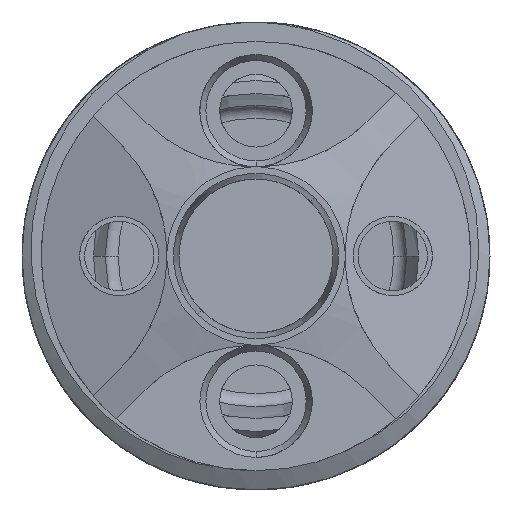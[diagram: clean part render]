
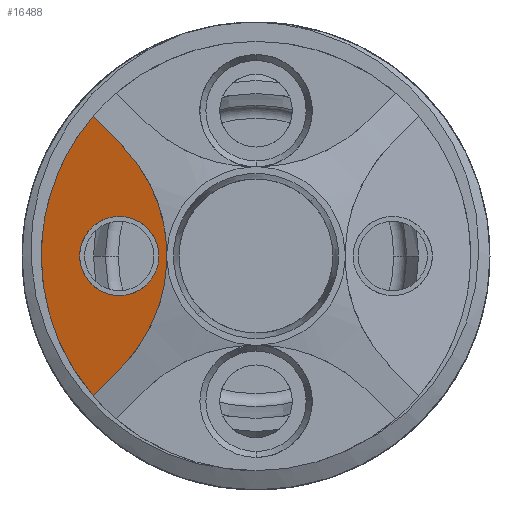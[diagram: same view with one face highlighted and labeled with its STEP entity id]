
A CAD part, front view. The second image highlights one B-rep face of the part: STEP entity #16488.
In plain terms, the highlighted planar face has unit normal (-0.294, -0.956, 0).
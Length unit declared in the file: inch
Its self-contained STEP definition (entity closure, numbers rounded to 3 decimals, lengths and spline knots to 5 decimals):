
#6464=DIRECTION('',(0.691,-0.213,0.691));
#6465=VECTOR('',#6464,0.06042);
#6466=CARTESIAN_POINT('',(-0.19228,-0.06406,
-0.21145));
#6467=LINE('',#6466,#6465);
#6468=CARTESIAN_POINT('',(-0.19228,-0.06406,
-0.21145));
#6469=CARTESIAN_POINT('',(-0.20738,-0.05941,
-0.19383));
#6470=CARTESIAN_POINT('',(-0.23126,-0.05207,
-0.15859));
#6471=CARTESIAN_POINT('',(-0.26218,-0.04255,
-0.0881));
#6472=CARTESIAN_POINT('',(-0.276,-0.0383,0.));
#6473=CARTESIAN_POINT('',(-0.26218,-0.04255,
0.0881));
#6474=CARTESIAN_POINT('',(-0.23126,-0.05207,
0.15859));
#6475=CARTESIAN_POINT('',(-0.20738,-0.05941,
0.19383));
#6476=CARTESIAN_POINT('',(-0.19228,-0.06406,
0.21145));
#6478=DIRECTION('',(-0.691,0.213,0.691));
#6479=VECTOR('',#6478,0.06042);
#6480=CARTESIAN_POINT('',(-0.15053,-0.0769,
0.16971));
#6481=LINE('',#6480,#6479);
#6482=CARTESIAN_POINT('',(-0.15053,-0.0769,
0.16971));
#6483=CARTESIAN_POINT('',(-0.13639,-0.08126,
0.15556));
#6484=CARTESIAN_POINT('',(-0.11479,-0.0879,
0.12728));
#6485=CARTESIAN_POINT('',(-0.08741,-0.09633,
0.07071));
#6486=CARTESIAN_POINT('',(-0.07546,-0.1,0.));
#6487=CARTESIAN_POINT('',(-0.08741,-0.09633,
-0.07071));
#6488=CARTESIAN_POINT('',(-0.11479,-0.0879,
-0.12728));
#6489=CARTESIAN_POINT('',(-0.13639,-0.08126,
-0.15556));
#6490=CARTESIAN_POINT('',(-0.15053,-0.0769,
-0.16971));
#6492=CARTESIAN_POINT('',(-0.09247,-0.09477,0.));
#6493=CARTESIAN_POINT('',(-0.09247,-0.09477,
0.00707));
#6494=CARTESIAN_POINT('',(-0.09503,-0.09398,
0.02235));
#6495=CARTESIAN_POINT('',(-0.10879,-0.08975,
0.0437));
#6496=CARTESIAN_POINT('',(-0.12654,-0.08429,
0.05514));
#6497=CARTESIAN_POINT('',(-0.14164,-0.07964,
0.05937));
#6498=CARTESIAN_POINT('',(-0.15247,-0.07631,
0.06032));
#6499=CARTESIAN_POINT('',(-0.16331,-0.07297,
0.05937));
#6500=CARTESIAN_POINT('',(-0.17841,-0.06833,
0.05514));
#6501=CARTESIAN_POINT('',(-0.19616,-0.06287,
0.0437));
#6502=CARTESIAN_POINT('',(-0.20991,-0.05863,
0.02235));
#6503=CARTESIAN_POINT('',(-0.21247,-0.05785,
0.00707));
#6504=CARTESIAN_POINT('',(-0.21247,-0.05785,0.));
#6506=CARTESIAN_POINT('',(-0.21247,-0.05785,0.));
#6507=CARTESIAN_POINT('',(-0.21247,-0.05785,
-0.00707));
#6508=CARTESIAN_POINT('',(-0.20991,-0.05863,
-0.02235));
#6509=CARTESIAN_POINT('',(-0.19616,-0.06287,
-0.0437));
#6510=CARTESIAN_POINT('',(-0.17841,-0.06833,
-0.05514));
#6511=CARTESIAN_POINT('',(-0.16331,-0.07297,
-0.05937));
#6512=CARTESIAN_POINT('',(-0.15247,-0.07631,
-0.06032));
#6513=CARTESIAN_POINT('',(-0.14164,-0.07964,
-0.05937));
#6514=CARTESIAN_POINT('',(-0.12654,-0.08429,
-0.05514));
#6515=CARTESIAN_POINT('',(-0.10879,-0.08975,
-0.0437));
#6516=CARTESIAN_POINT('',(-0.09503,-0.09398,
-0.02235));
#6517=CARTESIAN_POINT('',(-0.09247,-0.09477,
-0.00707));
#6518=CARTESIAN_POINT('',(-0.09247,-0.09477,0.));
#8221=CARTESIAN_POINT('',(-0.19228,-0.06406,
-0.21145));
#8222=CARTESIAN_POINT('',(-0.15053,-0.0769,
-0.16971));
#8223=VERTEX_POINT('',#8221);
#8224=VERTEX_POINT('',#8222);
#8225=VERTEX_POINT('',#6482);
#8226=CARTESIAN_POINT('',(-0.19228,-0.06406,
0.21145));
#8227=VERTEX_POINT('',#8226);
#8331=VERTEX_POINT('',#6492);
#8332=VERTEX_POINT('',#6504);
#16470=CARTESIAN_POINT('',(-0.27047,-0.04,-0.325));
#16471=DIRECTION('',(0.294,0.956,0.));
#16472=DIRECTION('',(0.956,-0.294,0.));
#16473=AXIS2_PLACEMENT_3D('',#16470,#16471,#16472);
#16474=PLANE('',#16473);
#16475=ORIENTED_EDGE('',*,*,#16464,.F.);
#16476=ORIENTED_EDGE('',*,*,#8624,.T.);
#16478=ORIENTED_EDGE('',*,*,#16477,.F.);
#16479=ORIENTED_EDGE('',*,*,#16450,.T.);
#16480=EDGE_LOOP('',(#16475,#16476,#16478,#16479));
#16481=FACE_OUTER_BOUND('',#16480,.F.);
#16483=ORIENTED_EDGE('',*,*,#16482,.T.);
#16485=ORIENTED_EDGE('',*,*,#16484,.T.);
#16486=EDGE_LOOP('',(#16483,#16485));
#16487=FACE_BOUND('',#16486,.F.);
#16488=ADVANCED_FACE('',(#16481,#16487),#16474,.F.);
#6477=B_SPLINE_CURVE_WITH_KNOTS('',3,(#6468,#6469,#6470,#6471,#6472,#6473,#6474,
#6475,#6476),.UNSPECIFIED.,.F.,.F.,(4,1,1,1,1,1,4),(0.,0.125,0.25,0.5,
0.75,0.875,1.),.UNSPECIFIED.);
#6491=B_SPLINE_CURVE_WITH_KNOTS('',3,(#6482,#6483,#6484,#6485,#6486,#6487,#6488,
#6489,#6490),.UNSPECIFIED.,.F.,.F.,(4,1,1,1,1,1,4),(0.,0.125,0.25,0.5,
0.75,0.875,1.),.UNSPECIFIED.);
#6505=B_SPLINE_CURVE_WITH_KNOTS('',3,(#6492,#6493,#6494,#6495,#6496,#6497,#6498,
#6499,#6500,#6501,#6502,#6503,#6504),.UNSPECIFIED.,.F.,.F.,(4,1,1,1,1,1,1,1,1,1,
4),(0.,0.125,0.25,0.375,0.4375,0.5,0.5625,0.625,0.75,0.875,
1.),.UNSPECIFIED.);
#6519=B_SPLINE_CURVE_WITH_KNOTS('',3,(#6506,#6507,#6508,#6509,#6510,#6511,#6512,
#6513,#6514,#6515,#6516,#6517,#6518),.UNSPECIFIED.,.F.,.F.,(4,1,1,1,1,1,1,1,1,1,
4),(0.,0.125,0.25,0.375,0.4375,0.5,0.5625,0.625,0.75,0.875,
1.),.UNSPECIFIED.);
#8624=EDGE_CURVE('',#8223,#8227,#6477,.T.);
#16450=EDGE_CURVE('',#8225,#8224,#6491,.T.);
#16464=EDGE_CURVE('',#8223,#8224,#6467,.T.);
#16477=EDGE_CURVE('',#8225,#8227,#6481,.T.);
#16482=EDGE_CURVE('',#8331,#8332,#6505,.T.);
#16484=EDGE_CURVE('',#8332,#8331,#6519,.T.);
